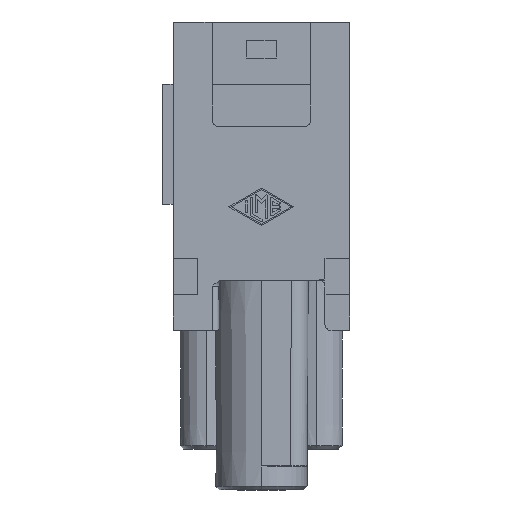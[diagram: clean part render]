
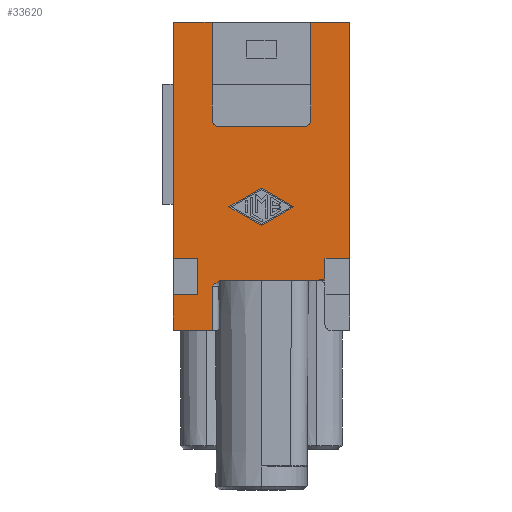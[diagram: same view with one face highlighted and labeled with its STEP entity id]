
A CAD part, front view. The second image highlights one B-rep face of the part: STEP entity #33620.
In plain terms, the highlighted face is planar.
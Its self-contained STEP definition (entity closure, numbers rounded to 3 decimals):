
#7580=CARTESIAN_POINT('',(53.998,58.057,-32.));
#7590=DIRECTION('',(0.,-1.,0.));
#7600=VECTOR('',#7590,1.);
#7610=LINE('',#7580,#7600);
#7620=CARTESIAN_POINT('',(53.998,63.757,-32.))
;
#7630=VERTEX_POINT('',#7620);
#7640=CARTESIAN_POINT('',(53.998,60.757,-32.));
#7650=VERTEX_POINT('',#7640);
#7660=EDGE_CURVE('',#7630,#7650,#7610,.T.);
#8380=CARTESIAN_POINT('',(41.348,83.457,-32.))
;
#8390=DIRECTION('',(0.,0.,-1.));
#8400=DIRECTION('',(1.,0.,0.));
#8410=AXIS2_PLACEMENT_3D('',#8380,#8390,#8400);
#8420=PLANE('',#8410);
#8430=CARTESIAN_POINT('',(0.,41.537,-32.));
#8440=DIRECTION('',(-0.866,-0.5,
0.));
#8450=VECTOR('',#8440,1.);
#8460=LINE('',#8430,#8450);
#8470=CARTESIAN_POINT('',(48.698,69.619,
-32.));
#8480=VERTEX_POINT('',#8470);
#8490=CARTESIAN_POINT('',(45.989,68.057,
-32.));
#8500=VERTEX_POINT('',#8490);
#8510=EDGE_CURVE('',#8480,#8500,#8460,.T.);
#8530=CARTESIAN_POINT('',(0.,94.578,-32.));
#8540=DIRECTION('',(0.866,-0.5,
0.));
#8550=VECTOR('',#8540,1.);
#8560=LINE('',#8530,#8550);
#8570=CARTESIAN_POINT('',(48.698,66.495,
-32.));
#8580=VERTEX_POINT('',#8570);
#8590=EDGE_CURVE('',#8500,#8580,#8560,.T.);
#8610=CARTESIAN_POINT('',(0.,38.413,-32.));
#8620=DIRECTION('',(0.866,0.5,
0.));
#8630=VECTOR('',#8620,1.);
#8640=LINE('',#8610,#8630);
#8650=CARTESIAN_POINT('',(51.406,68.057,
-32.));
#8660=VERTEX_POINT('',#8650);
#8670=EDGE_CURVE('',#8580,#8660,#8640,.T.);
#8690=CARTESIAN_POINT('',(0.,97.701,-32.));
#8700=DIRECTION('',(-0.866,0.5,
0.));
#8710=VECTOR('',#8700,1.);
#8720=LINE('',#8690,#8710);
#8730=EDGE_CURVE('',#8660,#8480,#8720,.T.);
#23100=CARTESIAN_POINT('',(42.052,60.757,-32.));
#23110=DIRECTION('',(-1.,0.,0.));
#23120=VECTOR('',#23110,1.);
#23130=LINE('',#23100,#23120);
#23140=CARTESIAN_POINT('',(56.048,60.757,-32.));
#23150=VERTEX_POINT('',#23140);
#23160=EDGE_CURVE('',#23150,#7650,#23130,.T.);
#32040=ORIENTED_EDGE('',*,*,#8670,.T.);
#32050=ORIENTED_EDGE('',*,*,#8590,.T.);
#32060=ORIENTED_EDGE('',*,*,#8510,.T.);
#32070=ORIENTED_EDGE('',*,*,#8730,.T.);
#32080=EDGE_LOOP('',(#32070,#32060,#32050,#32040));
#32090=FACE_BOUND('',#32080,.T.);
#32100=CARTESIAN_POINT('',(52.798,58.057,-32.));
#32110=DIRECTION('',(0.,1.,0.));
#32120=VECTOR('',#32110,1.);
#32130=LINE('',#32100,#32120);
#32140=CARTESIAN_POINT('',(52.798,75.257,-32.)
);
#32150=VERTEX_POINT('',#32140);
#32160=CARTESIAN_POINT('',(52.798,83.457,-32.)
);
#32170=VERTEX_POINT('',#32160);
#32180=EDGE_CURVE('',#32150,#32170,#32130,.T.);
#32190=ORIENTED_EDGE('',*,*,#32180,.T.);
#32200=CARTESIAN_POINT('',(52.298,75.257,-32.));
#32210=DIRECTION('',(0.,0.,-1.));
#32220=DIRECTION('',(1.,0.,0.));
#32230=AXIS2_PLACEMENT_3D('',#32200,#32210,#32220);
#32240=CIRCLE('',#32230,0.5);
#32250=CARTESIAN_POINT('',(52.298,74.757,-32.));
#32260=VERTEX_POINT('',#32250);
#32270=EDGE_CURVE('',#32150,#32260,#32240,.T.);
#32280=ORIENTED_EDGE('',*,*,#32270,.F.);
#32290=CARTESIAN_POINT('',(41.854,74.757,-32.));
#32300=DIRECTION('',(-1.,0.,0.));
#32310=VECTOR('',#32300,1.);
#32320=LINE('',#32290,#32310);
#32330=CARTESIAN_POINT('',(45.098,74.757,-32.));
#32340=VERTEX_POINT('',#32330);
#32350=EDGE_CURVE('',#32260,#32340,#32320,.T.);
#32360=ORIENTED_EDGE('',*,*,#32350,.F.);
#32370=CARTESIAN_POINT('',(45.098,75.257,-32.));
#32380=DIRECTION('',(0.,0.,-1.));
#32390=DIRECTION('',(1.,0.,0.));
#32400=AXIS2_PLACEMENT_3D('',#32370,#32380,#32390);
#32410=CIRCLE('',#32400,0.5);
#32420=CARTESIAN_POINT('',(44.598,75.257,-32.));
#32430=VERTEX_POINT('',#32420);
#32440=EDGE_CURVE('',#32340,#32430,#32410,.T.);
#32450=ORIENTED_EDGE('',*,*,#32440,.F.);
#32460=CARTESIAN_POINT('',(44.598,58.057,-32.));
#32470=DIRECTION('',(0.,-1.,0.));
#32480=VECTOR('',#32470,1.);
#32490=LINE('',#32460,#32480);
#32500=CARTESIAN_POINT('',(44.598,83.457,-32.)
);
#32510=VERTEX_POINT('',#32500);
#32520=EDGE_CURVE('',#32510,#32430,#32490,.T.);
#32530=ORIENTED_EDGE('',*,*,#32520,.T.);
#32540=CARTESIAN_POINT('',(27.154,83.457,-32.))
;
#32550=DIRECTION('',(1.,0.,0.));
#32560=VECTOR('',#32550,1.);
#32570=LINE('',#32540,#32560);
#32580=CARTESIAN_POINT('',(41.348,83.457,-32.));
#32590=VERTEX_POINT('',#32580);
#32600=EDGE_CURVE('',#32590,#32510,#32570,.T.);
#32610=ORIENTED_EDGE('',*,*,#32600,.T.);
#32620=CARTESIAN_POINT('',(41.348,58.057,-32.));
#32630=DIRECTION('',(0.,1.,0.));
#32640=VECTOR('',#32630,1.);
#32650=LINE('',#32620,#32640);
#32660=CARTESIAN_POINT('',(41.348,63.757,-32.)
);
#32670=VERTEX_POINT('',#32660);
#32680=EDGE_CURVE('',#32670,#32590,#32650,.T.);
#32690=ORIENTED_EDGE('',*,*,#32680,.T.);
#32700=CARTESIAN_POINT('',(43.398,63.757,-32.));
#32710=DIRECTION('',(-1.,0.,0.));
#32720=VECTOR('',#32710,1.);
#32730=LINE('',#32700,#32720);
#32740=CARTESIAN_POINT('',(43.398,63.757,-32.)
);
#32750=VERTEX_POINT('',#32740);
#32760=EDGE_CURVE('',#32750,#32670,#32730,.T.);
#32770=ORIENTED_EDGE('',*,*,#32760,.T.);
#32780=CARTESIAN_POINT('',(43.398,58.057,-32.));
#32790=DIRECTION('',(0.,1.,0.));
#32800=VECTOR('',#32790,1.);
#32810=LINE('',#32780,#32800);
#32820=CARTESIAN_POINT('',(43.398,61.957,-32.));
#32830=VERTEX_POINT('',#32820);
#32840=EDGE_CURVE('',#32830,#32750,#32810,.T.);
#32850=ORIENTED_EDGE('',*,*,#32840,.T.);
#32860=CARTESIAN_POINT('',(27.154,61.957,-32.));
#32870=DIRECTION('',(1.,0.,0.));
#32880=VECTOR('',#32870,1.);
#32890=LINE('',#32860,#32880);
#32900=CARTESIAN_POINT('',(51.884,61.957,-32.)
);
#32910=VERTEX_POINT('',#32900);
#32920=EDGE_CURVE('',#32830,#32910,#32890,.T.);
#32930=ORIENTED_EDGE('',*,*,#32920,.F.);
#32940=CARTESIAN_POINT('',(52.75,61.457,-31.5)
);
#32950=DIRECTION('',(0.,1.,0.));
#32960=DIRECTION('',(0.,0.,-1.));
#32970=AXIS2_PLACEMENT_3D('',#32940,#32950,#32960);
#32980=TOROIDAL_SURFACE('',#32970,1.,0.5);
#32990=CARTESIAN_POINT('',(51.884,61.957,-32.)
);
#33000=CARTESIAN_POINT('',(51.97,61.957,
-32.));
#33010=CARTESIAN_POINT('',(52.055,61.941,
-32.));
#33020=CARTESIAN_POINT('',(52.136,61.912,
-32.));
#33030=CARTESIAN_POINT('',(52.216,61.883,
-32.));
#33040=CARTESIAN_POINT('',(52.293,61.842,
-32.));
#33050=CARTESIAN_POINT('',(52.364,61.795,
-32.));
#33060=CARTESIAN_POINT('',(52.435,61.748,
-32.));
#33070=CARTESIAN_POINT('',(52.502,61.693,
-32.));
#33080=CARTESIAN_POINT('',(52.565,61.636,
-32.));
#33090=CARTESIAN_POINT('',(52.628,61.578,
-32.));
#33100=CARTESIAN_POINT('',(52.689,61.518,
-32.));
#33110=CARTESIAN_POINT('',(52.75,61.457,-32.)
);
#33120=B_SPLINE_CURVE_WITH_KNOTS('',3,(#32990,#33000,#33010,#33020,
#33030,#33040,#33050,#33060,#33070,#33080,#33090,#33100,#33110),
.UNSPECIFIED.,.F.,.F.,(4,3,3,3,4),(0.,0.257,0.514
,0.771,1.028),.UNSPECIFIED.);
#33130=SURFACE_CURVE('',#33120,(#8420,#32980),.CURVE_3D.);
#33140=CARTESIAN_POINT('',(52.75,61.457,-32.)
);
#33150=VERTEX_POINT('',#33140);
#33160=EDGE_CURVE('',#32910,#33150,#33130,.T.);
#33170=ORIENTED_EDGE('',*,*,#33160,.F.);
#33180=CARTESIAN_POINT('',(52.75,38.857,-32.));
#33190=DIRECTION('',(0.,1.,0.));
#33200=VECTOR('',#33190,1.);
#33210=LINE('',#33180,#33200);
#33220=CARTESIAN_POINT('',(52.75,57.757,-32.));
#33230=VERTEX_POINT('',#33220);
#33240=EDGE_CURVE('',#33230,#33150,#33210,.T.);
#33250=ORIENTED_EDGE('',*,*,#33240,.T.);
#33260=CARTESIAN_POINT('',(27.154,57.757,-32.));
#33270=DIRECTION('',(-1.,0.,0.));
#33280=VECTOR('',#33270,1.);
#33290=LINE('',#33260,#33280);
#33300=CARTESIAN_POINT('',(56.048,57.757,-32.));
#33310=VERTEX_POINT('',#33300);
#33320=EDGE_CURVE('',#33310,#33230,#33290,.T.);
#33330=ORIENTED_EDGE('',*,*,#33320,.T.);
#33340=CARTESIAN_POINT('',(56.048,58.057,-32.));
#33350=DIRECTION('',(0.,1.,0.));
#33360=VECTOR('',#33350,1.);
#33370=LINE('',#33340,#33360);
#33380=EDGE_CURVE('',#33310,#23150,#33370,.T.);
#33390=ORIENTED_EDGE('',*,*,#33380,.F.);
#33400=ORIENTED_EDGE('',*,*,#23160,.F.);
#33410=ORIENTED_EDGE('',*,*,#7660,.T.);
#33420=CARTESIAN_POINT('',(56.048,63.757,-32.));
#33430=DIRECTION('',(-1.,0.,0.));
#33440=VECTOR('',#33430,1.);
#33450=LINE('',#33420,#33440);
#33460=CARTESIAN_POINT('',(56.048,63.757,-32.)
);
#33470=VERTEX_POINT('',#33460);
#33480=EDGE_CURVE('',#33470,#7630,#33450,.T.);
#33490=ORIENTED_EDGE('',*,*,#33480,.T.);
#33500=CARTESIAN_POINT('',(56.048,58.057,-32.));
#33510=DIRECTION('',(0.,1.,0.));
#33520=VECTOR('',#33510,1.);
#33530=LINE('',#33500,#33520);
#33540=CARTESIAN_POINT('',(56.048,83.457,-32.));
#33550=VERTEX_POINT('',#33540);
#33560=EDGE_CURVE('',#33470,#33550,#33530,.T.);
#33570=ORIENTED_EDGE('',*,*,#33560,.F.);
#33580=EDGE_CURVE('',#32170,#33550,#32570,.T.);
#33590=ORIENTED_EDGE('',*,*,#33580,.T.);
#33600=EDGE_LOOP('',(#33590,#33570,#33490,#33410,#33400,#33390,#33330,
#33250,#33170,#32930,#32850,#32770,#32690,#32610,#32530,#32450,#32360,
#32280,#32190));
#33610=FACE_OUTER_BOUND('',#33600,.T.);
#33620=ADVANCED_FACE('',(#32090,#33610),#8420,.T.);
